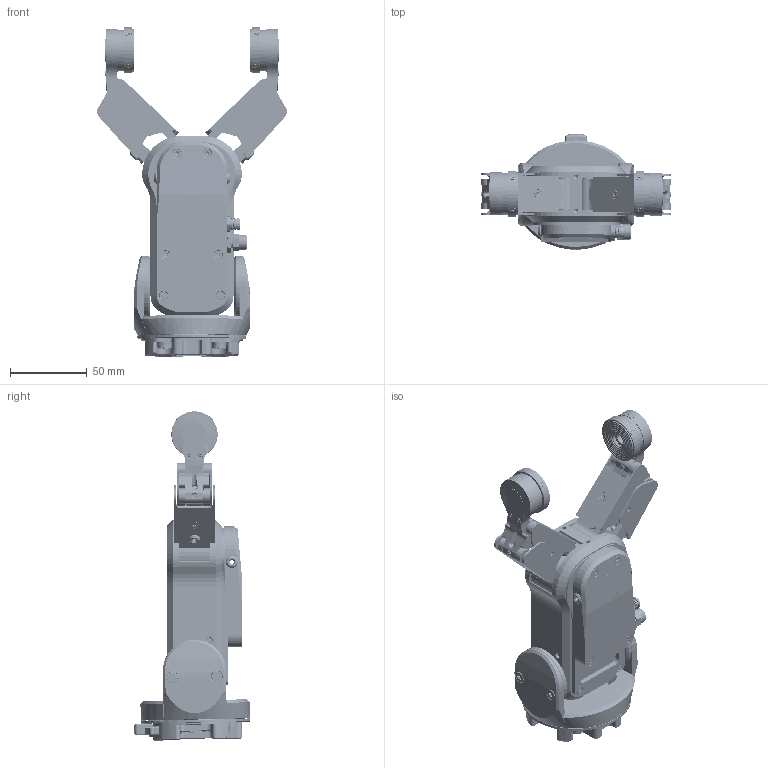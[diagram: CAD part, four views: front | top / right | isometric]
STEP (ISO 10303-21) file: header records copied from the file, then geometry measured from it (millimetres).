
FILE_DESCRIPTION (( 'STEP AP214' ), '1' );
FILE_NAME ('RG2FT.STEP', '2019-08-06T06:48:21', ( '' ), ( '' ), 'SwSTEP 2.0', 'SolidWorks 2019', '' );
FILE_SCHEMA (( 'AUTOMOTIVE_DESIGN' ));
Length unit declared in the file: millimetre
Products named in the file (86): 100613; 102785; 101920; 100152; 100330; 100606; 101563; RG2FT; 100574; 100602; 100623; 101919; 101144; 100557; 100324; 100605; 100562; 100371; 100560; 101381; 100565; 100329; 101376; 100328; 101504; 100469; 100479; 101148; 100573; 100241; 100245; 101311; 100599; 100612; 100244; 101164; 102655; 101146; 100555; 101145 ...
Assembly tree (235 placements, depth 4):
  RG2FT
    102654
    100324
    100185  x4
    102647  x2
    100202  x4
    100239
      100240
      100245
      100241
      100202  x2
      100242  x2
      100244  x2
      100243  x4
    100239
      100240
      100245
      100241
      100202  x2
      100242  x2
      100244  x2
      100243  x4
    100328
      100245  x2
      100242  x4
      100248  x2
    100328
      100245  x2
      100242  x4
      100248  x2
    102653
    100253
    100371  x2
    100257  x2
    100258
    100330  x2
    100329
    100332  x2
    101380
    101919  x8
    101920  x4
    101381  x2
    102655  x2
    101645  x4
    102785
    102784
    101014  x4
    101164
    101563  x4
    101504
    100364  x2
    100152  x2
    100555  x2
    100559
      100560
      100561
      100562
    100559
      100560
      100561
Bounding box: 123.5 x 75.41 x 214.25 mm (x, y, z)
Volume: 362646.2 mm3; surface area: 219889.1 mm2
Topology: 224 solids, 228 shells, 6858 faces, 17222 edges, 11022 vertices
Faces by surface type: plane 2980, cylinder 2511, cone 848, torus 277, bspline 194, sphere 48
Full cylindrical faces by diameter (mm): 0.432 x12, 0.5 x3, 0.813 x12, 0.84 x3, 0.9 x3, 0.96 x4, 0.993 x12, 1 x8, 1.049 x12, 1.059 x12, 1.25 x4, 1.372 x12, 1.422 x24, 1.445 x12, 1.481 x12, 1.6 x22, 1.63 x3, 1.65 x1, 1.676 x12, 1.7 x2, 2 x15, 2.05 x4, 2.2 x8, 2.3 x4, 2.4 x4, 2.459 x2, 2.5 x29, 2.55 x4, 3 x46, 3.1 x2
Entity records: 156693 total; most frequent: CARTESIAN_POINT 53287, DIRECTION 20866, ORIENTED_EDGE 19746, EDGE_CURVE 9873, AXIS2_PLACEMENT_3D 7750, VERTEX_POINT 6588, LINE 5366, VECTOR 5366
